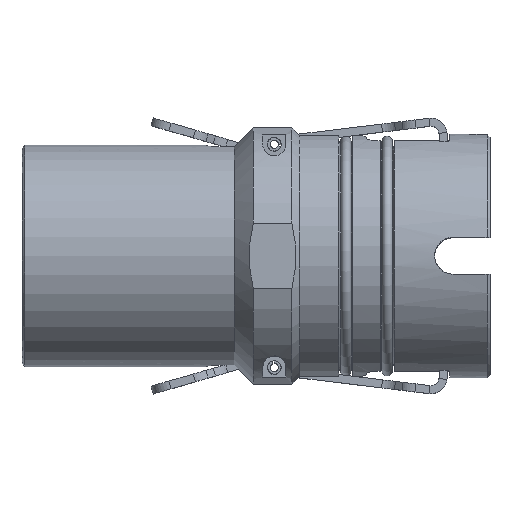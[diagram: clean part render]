
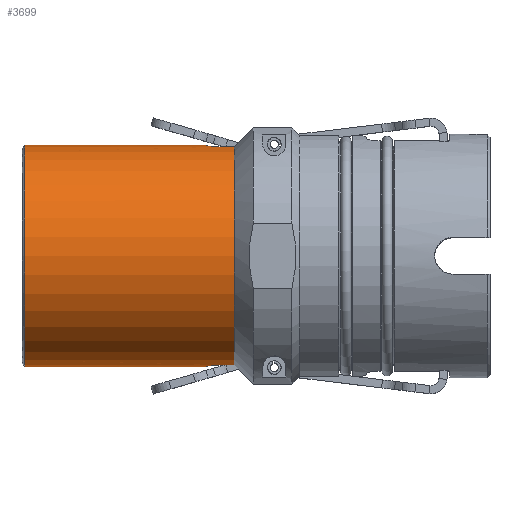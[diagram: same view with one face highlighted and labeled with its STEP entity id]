
A CAD part, top view. The second image highlights one B-rep face of the part: STEP entity #3699.
In plain terms, the highlighted cylindrical face has radius 19.05 mm (diameter 38.1 mm), a full revolution.
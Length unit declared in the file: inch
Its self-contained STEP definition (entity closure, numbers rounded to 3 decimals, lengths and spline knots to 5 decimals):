
#327=FACE_OUTER_BOUND('',#539,.T.);
#539=EDGE_LOOP('',(#3018,#3019,#3020,#3021,#3022,#3023,#3024,#3025,#3026,
#3027,#3028,#3029,#3030,#3031,#3032,#3033,#3034));
#685=CIRCLE('',#3956,0.75);
#686=CIRCLE('',#3957,0.75);
#687=CIRCLE('',#3959,0.75);
#690=CIRCLE('',#3963,0.75);
#753=CIRCLE('',#4086,0.75);
#754=CIRCLE('',#4093,0.75);
#755=CIRCLE('',#4094,0.75);
#858=LINE('',#5501,#1138);
#893=LINE('',#5765,#1173);
#946=LINE('',#6280,#1226);
#966=LINE('',#6349,#1246);
#1005=LINE('',#6658,#1285);
#1138=VECTOR('',#4330,0.3937);
#1173=VECTOR('',#4433,0.3937);
#1226=VECTOR('',#4664,0.3937);
#1246=VECTOR('',#4732,0.3937);
#1285=VECTOR('',#4887,0.75);
#1424=B_SPLINE_CURVE_WITH_KNOTS('',3,(#5908,#5909,#5910,#5911,#5912,#5913,
#5914,#5915,#5916,#5917),.UNSPECIFIED.,.F.,.F.,(4,2,2,2,4),(-0.36084,
-0.27048,-0.18012,-0.09006,0.),
 .UNSPECIFIED.);
#1425=B_SPLINE_CURVE_WITH_KNOTS('',3,(#5924,#5925,#5926,#5927,#5928,#5929,
#5930,#5931,#5932,#5933),.UNSPECIFIED.,.F.,.F.,(4,2,2,2,4),(0.,0.09006,
0.18012,0.27048,0.36084),.UNSPECIFIED.);
#1456=B_SPLINE_CURVE_WITH_KNOTS('',3,(#6615,#6616,#6617,#6618,#6619,#6620,
#6621,#6622,#6623,#6624),.UNSPECIFIED.,.F.,.F.,(4,2,2,2,4),(0.72074,
0.8108,0.90086,0.99122,1.08158),
 .UNSPECIFIED.);
#1457=B_SPLINE_CURVE_WITH_KNOTS('',3,(#6640,#6641,#6642,#6643,#6644,#6645,
#6646,#6647,#6648,#6649),.UNSPECIFIED.,.F.,.F.,(4,2,2,2,4),(0.3599,
0.45026,0.54062,0.63068,0.72074),
 .UNSPECIFIED.);
#1486=VERTEX_POINT('',#5498);
#1487=VERTEX_POINT('',#5500);
#1542=VERTEX_POINT('',#5760);
#1543=VERTEX_POINT('',#5764);
#1567=VERTEX_POINT('',#5906);
#1569=VERTEX_POINT('',#5923);
#1570=VERTEX_POINT('',#5936);
#1571=VERTEX_POINT('',#5940);
#1576=VERTEX_POINT('',#5958);
#1626=VERTEX_POINT('',#6279);
#1647=VERTEX_POINT('',#6347);
#1693=VERTEX_POINT('',#6614);
#1697=VERTEX_POINT('',#6636);
#1698=VERTEX_POINT('',#6657);
#1699=VERTEX_POINT('',#6659);
#1861=EDGE_CURVE('',#1487,#1486,#858,.T.);
#1932=EDGE_CURVE('',#1543,#1542,#893,.T.);
#1971=EDGE_CURVE('',#1567,#1486,#1424,.T.);
#1974=EDGE_CURVE('',#1543,#1569,#1425,.T.);
#1976=EDGE_CURVE('',#1570,#1569,#685,.T.);
#1977=EDGE_CURVE('',#1567,#1570,#686,.T.);
#1978=EDGE_CURVE('',#1487,#1571,#687,.T.);
#1985=EDGE_CURVE('',#1576,#1542,#690,.T.);
#2061=EDGE_CURVE('',#1626,#1571,#946,.T.);
#2094=EDGE_CURVE('',#1576,#1647,#966,.T.);
#2163=EDGE_CURVE('',#1626,#1693,#1456,.T.);
#2170=EDGE_CURVE('',#1697,#1693,#753,.T.);
#2172=EDGE_CURVE('',#1697,#1647,#1457,.T.);
#2175=EDGE_CURVE('',#1570,#1698,#1005,.T.);
#2176=EDGE_CURVE('',#1699,#1698,#754,.T.);
#2177=EDGE_CURVE('',#1698,#1699,#755,.T.);
#3018=ORIENTED_EDGE('',*,*,#1932,.T.);
#3019=ORIENTED_EDGE('',*,*,#1985,.F.);
#3020=ORIENTED_EDGE('',*,*,#2094,.T.);
#3021=ORIENTED_EDGE('',*,*,#2172,.F.);
#3022=ORIENTED_EDGE('',*,*,#2170,.T.);
#3023=ORIENTED_EDGE('',*,*,#2163,.F.);
#3024=ORIENTED_EDGE('',*,*,#2061,.T.);
#3025=ORIENTED_EDGE('',*,*,#1978,.F.);
#3026=ORIENTED_EDGE('',*,*,#1861,.T.);
#3027=ORIENTED_EDGE('',*,*,#1971,.F.);
#3028=ORIENTED_EDGE('',*,*,#1977,.T.);
#3029=ORIENTED_EDGE('',*,*,#2175,.T.);
#3030=ORIENTED_EDGE('',*,*,#2176,.F.);
#3031=ORIENTED_EDGE('',*,*,#2177,.F.);
#3032=ORIENTED_EDGE('',*,*,#2175,.F.);
#3033=ORIENTED_EDGE('',*,*,#1976,.T.);
#3034=ORIENTED_EDGE('',*,*,#1974,.F.);
#3563=CYLINDRICAL_SURFACE('',#4092,0.75);
#3699=ADVANCED_FACE('',(#327),#3563,.T.);
#3956=AXIS2_PLACEMENT_3D('',#5937,#4519,#4520);
#3957=AXIS2_PLACEMENT_3D('',#5938,#4521,#4522);
#3959=AXIS2_PLACEMENT_3D('',#5941,#4525,#4526);
#3963=AXIS2_PLACEMENT_3D('',#5962,#4533,#4534);
#4086=AXIS2_PLACEMENT_3D('',#6637,#4870,#4871);
#4092=AXIS2_PLACEMENT_3D('',#6656,#4885,#4886);
#4093=AXIS2_PLACEMENT_3D('',#6660,#4888,#4889);
#4094=AXIS2_PLACEMENT_3D('',#6661,#4890,#4891);
#4330=DIRECTION('',(-1.,0.,0.));
#4433=DIRECTION('',(1.,0.,0.));
#4519=DIRECTION('center_axis',(-1.,0.,0.));
#4520=DIRECTION('ref_axis',(0.,1.,0.));
#4521=DIRECTION('center_axis',(-1.,0.,0.));
#4522=DIRECTION('ref_axis',(0.,1.,0.));
#4525=DIRECTION('center_axis',(1.,0.,0.));
#4526=DIRECTION('ref_axis',(0.,0.,-1.));
#4533=DIRECTION('center_axis',(1.,0.,0.));
#4534=DIRECTION('ref_axis',(0.,0.,-1.));
#4664=DIRECTION('',(1.,0.,0.));
#4732=DIRECTION('',(-1.,0.,0.));
#4870=DIRECTION('center_axis',(-1.,0.,0.));
#4871=DIRECTION('ref_axis',(0.,1.,0.));
#4885=DIRECTION('center_axis',(1.,0.,0.));
#4886=DIRECTION('ref_axis',(0.,1.,0.));
#4887=DIRECTION('',(-1.,0.,0.));
#4888=DIRECTION('center_axis',(-1.,0.,0.));
#4889=DIRECTION('ref_axis',(0.,-1.,0.));
#4890=DIRECTION('center_axis',(-1.,0.,0.));
#4891=DIRECTION('ref_axis',(0.,-1.,0.));
#5498=CARTESIAN_POINT('',(1.344,-0.73865,-0.13));
#5500=CARTESIAN_POINT('',(1.439,-0.73865,-0.13));
#5501=CARTESIAN_POINT('',(0.7195,-0.73865,-0.13));
#5760=CARTESIAN_POINT('',(1.439,-0.73865,0.13));
#5764=CARTESIAN_POINT('',(1.344,-0.73865,0.13));
#5765=CARTESIAN_POINT('',(0.7195,-0.73865,0.13));
#5906=CARTESIAN_POINT('',(1.25,-0.74914,-0.036));
#5908=CARTESIAN_POINT('Ctrl Pts',(1.25,-0.74914,-0.036));
#5909=CARTESIAN_POINT('Ctrl Pts',(1.25,-0.74857,-0.04784));
#5910=CARTESIAN_POINT('Ctrl Pts',(1.25237,-0.74765,-0.06045));
#5911=CARTESIAN_POINT('Ctrl Pts',(1.26199,-0.74541,-0.08362));
#5912=CARTESIAN_POINT('Ctrl Pts',(1.26923,-0.74411,-0.09418));
#5913=CARTESIAN_POINT('Ctrl Pts',(1.28591,-0.74181,-0.11083));
#5914=CARTESIAN_POINT('Ctrl Pts',(1.29646,-0.74067,-0.11805));
#5915=CARTESIAN_POINT('Ctrl Pts',(1.31959,-0.73908,-0.12763));
#5916=CARTESIAN_POINT('Ctrl Pts',(1.33218,-0.73865,-0.13));
#5917=CARTESIAN_POINT('Ctrl Pts',(1.344,-0.73865,-0.13));
#5923=CARTESIAN_POINT('',(1.25,-0.74914,0.036));
#5924=CARTESIAN_POINT('Ctrl Pts',(1.344,-0.73865,0.13));
#5925=CARTESIAN_POINT('Ctrl Pts',(1.33218,-0.73865,0.13));
#5926=CARTESIAN_POINT('Ctrl Pts',(1.31959,-0.73908,0.12763));
#5927=CARTESIAN_POINT('Ctrl Pts',(1.29646,-0.74067,0.11805));
#5928=CARTESIAN_POINT('Ctrl Pts',(1.28591,-0.74181,0.11083));
#5929=CARTESIAN_POINT('Ctrl Pts',(1.26923,-0.74411,0.09418));
#5930=CARTESIAN_POINT('Ctrl Pts',(1.26199,-0.74541,0.08362));
#5931=CARTESIAN_POINT('Ctrl Pts',(1.25237,-0.74765,0.06045));
#5932=CARTESIAN_POINT('Ctrl Pts',(1.25,-0.74857,0.04784));
#5933=CARTESIAN_POINT('Ctrl Pts',(1.25,-0.74914,0.036));
#5936=CARTESIAN_POINT('',(1.25,-0.75,0.));
#5937=CARTESIAN_POINT('Origin',(1.25,0.,0.));
#5938=CARTESIAN_POINT('Origin',(1.25,0.,0.));
#5940=CARTESIAN_POINT('',(1.439,0.73865,-0.13));
#5941=CARTESIAN_POINT('Origin',(1.439,0.,0.));
#5958=CARTESIAN_POINT('',(1.439,0.73865,0.13));
#5962=CARTESIAN_POINT('Origin',(1.439,0.,0.));
#6279=CARTESIAN_POINT('',(1.344,0.73865,-0.13));
#6280=CARTESIAN_POINT('',(0.7195,0.73865,-0.13));
#6347=CARTESIAN_POINT('',(1.344,0.73865,0.13));
#6349=CARTESIAN_POINT('',(0.7195,0.73865,0.13));
#6614=CARTESIAN_POINT('',(1.25,0.74914,-0.036));
#6615=CARTESIAN_POINT('Ctrl Pts',(1.344,0.73865,-0.13));
#6616=CARTESIAN_POINT('Ctrl Pts',(1.33218,0.73865,-0.13));
#6617=CARTESIAN_POINT('Ctrl Pts',(1.31959,0.73908,-0.12763));
#6618=CARTESIAN_POINT('Ctrl Pts',(1.29646,0.74067,-0.11805));
#6619=CARTESIAN_POINT('Ctrl Pts',(1.28591,0.74181,-0.11083));
#6620=CARTESIAN_POINT('Ctrl Pts',(1.26923,0.74411,-0.09418));
#6621=CARTESIAN_POINT('Ctrl Pts',(1.26199,0.74541,-0.08362));
#6622=CARTESIAN_POINT('Ctrl Pts',(1.25237,0.74765,-0.06045));
#6623=CARTESIAN_POINT('Ctrl Pts',(1.25,0.74857,-0.04784));
#6624=CARTESIAN_POINT('Ctrl Pts',(1.25,0.74914,-0.036));
#6636=CARTESIAN_POINT('',(1.25,0.74914,0.036));
#6637=CARTESIAN_POINT('Origin',(1.25,0.,0.));
#6640=CARTESIAN_POINT('Ctrl Pts',(1.25,0.74914,0.036));
#6641=CARTESIAN_POINT('Ctrl Pts',(1.25,0.74857,0.04784));
#6642=CARTESIAN_POINT('Ctrl Pts',(1.25237,0.74765,0.06045));
#6643=CARTESIAN_POINT('Ctrl Pts',(1.26199,0.74541,0.08362));
#6644=CARTESIAN_POINT('Ctrl Pts',(1.26923,0.74411,0.09418));
#6645=CARTESIAN_POINT('Ctrl Pts',(1.28591,0.74181,0.11083));
#6646=CARTESIAN_POINT('Ctrl Pts',(1.29646,0.74067,0.11805));
#6647=CARTESIAN_POINT('Ctrl Pts',(1.31959,0.73908,0.12763));
#6648=CARTESIAN_POINT('Ctrl Pts',(1.33218,0.73865,0.13));
#6649=CARTESIAN_POINT('Ctrl Pts',(1.344,0.73865,0.13));
#6656=CARTESIAN_POINT('Origin',(0.7195,0.,0.));
#6657=CARTESIAN_POINT('',(0.02,-0.75,0.));
#6658=CARTESIAN_POINT('',(0.7195,-0.75,0.));
#6659=CARTESIAN_POINT('',(0.02,0.75,0.));
#6660=CARTESIAN_POINT('Origin',(0.02,0.,0.));
#6661=CARTESIAN_POINT('Origin',(0.02,0.,0.));
